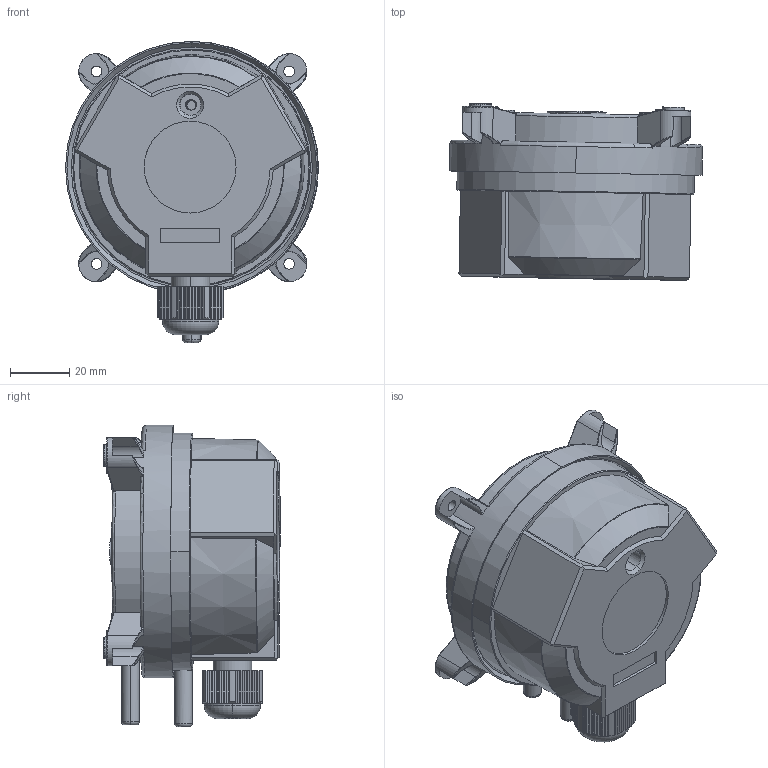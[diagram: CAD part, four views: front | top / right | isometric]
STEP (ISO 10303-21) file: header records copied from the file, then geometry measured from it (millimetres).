
FILE_DESCRIPTION((''),'2;1');
FILE_NAME('32PG11_ASM','2018-11-13T13:30:46',('Administrator'),(''),'CREO PARAMETRIC BY PTC INC, 2016390','CREO PARAMETRIC BY PTC INC, 2016390','');
FILE_SCHEMA(('CONFIG_CONTROL_DESIGN'));
Products named in the file (8): PRT0003_1; PRT0004_1; PRT0005_1; PRT0007_1; PRT0008_1; 0301SHANGGAI_1; ASM0002_ASM_1_ASM; 32PG11_ASM
Assembly tree (7 placements, depth 3):
  32PG11_ASM
    ASM0002_ASM_1_ASM
      PRT0003_1
      PRT0004_1
      PRT0005_1
      PRT0007_1
      PRT0008_1
      0301SHANGGAI_1
Bounding box: 85.36 x 59.63 x 101.6 mm (x, y, z)
Volume: 86269.2 mm3; surface area: 90680.5 mm2
Topology: 6 solids, 6 shells, 1795 faces, 5363 edges, 3647 vertices
Faces by surface type: plane 885, cylinder 705, torus 114, cone 67, bspline 16, sphere 8
Entity records: 65457 total; most frequent: CARTESIAN_POINT 16839, ORIENTED_EDGE 10718, DIRECTION 9758, EDGE_CURVE 5359, VERTEX_POINT 3648, AXIS2_PLACEMENT_3D 3522, VECTOR 2714, LINE 2714
